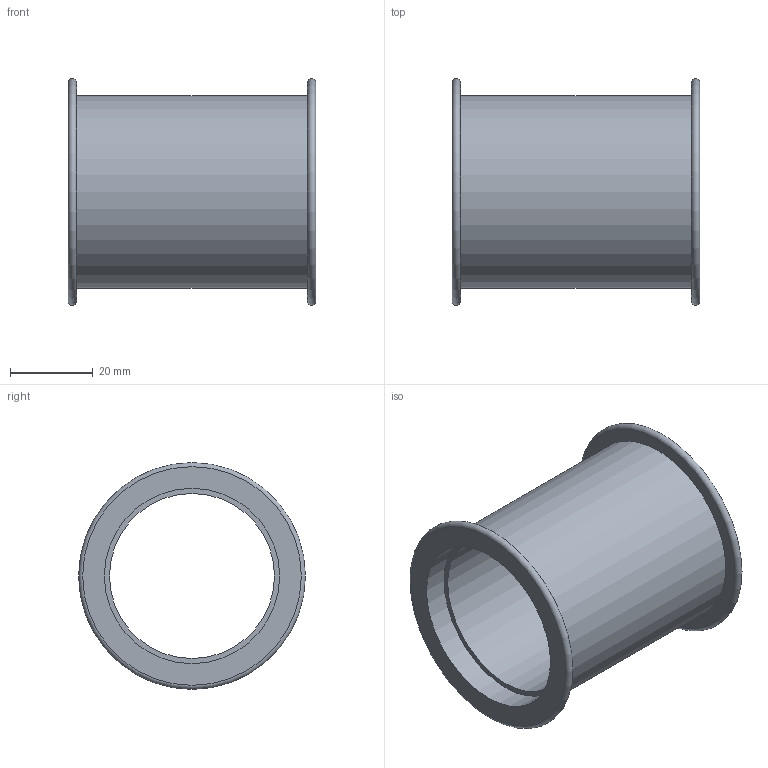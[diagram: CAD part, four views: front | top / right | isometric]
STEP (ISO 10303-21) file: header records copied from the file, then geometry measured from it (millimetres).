
FILE_DESCRIPTION( ( 'STEP AP203' ), '1' );
FILE_NAME( 'FLEXA RQK 5020.066.0042.stp', '2020-03-27T12:46:43', ( 'License CC BY-ND 4.0' ), ( 'CADENAS' ), ' ', 'PARTsolutions', ' ' );
FILE_SCHEMA( ( 'CONFIG_CONTROL_DESIGN' ) );
Length unit declared in the file: millimetre
Products named in the file (1): _FLEXA RQK 5020.066.0042
Bounding box: 60 x 55 x 55 mm (x, y, z)
Volume: 27934.7 mm3; surface area: 19807 mm2
Topology: 1 solids, 1 shells, 12 faces, 18 edges, 12 vertices
Faces by surface type: plane 6, cylinder 4, torus 2
Full cylindrical faces by diameter (mm): 40 x1, 42.5 x2, 46.7 x1
Entity records: 300 total; most frequent: DIRECTION 50, CARTESIAN_POINT 39, AXIS2_PLACEMENT_3D 25, EDGE_LOOP 24, ORIENTED_EDGE 24, FACE_OUTER_BOUND 18, VERTEX_POINT 14, ADVANCED_FACE 12
